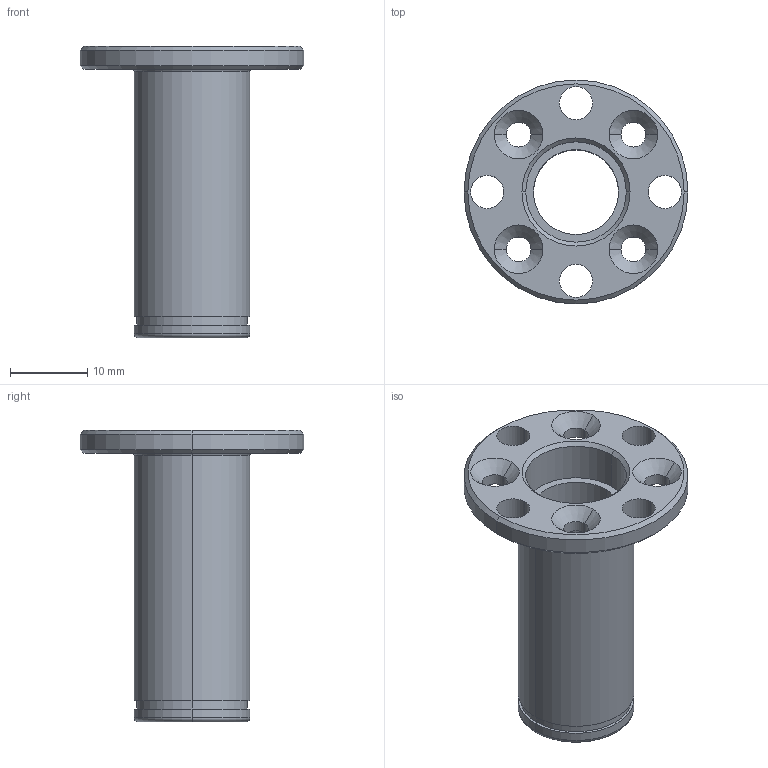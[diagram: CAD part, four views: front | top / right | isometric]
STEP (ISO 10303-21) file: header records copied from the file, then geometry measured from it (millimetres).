
FILE_DESCRIPTION (( 'STEP AP203' ), '1' );
FILE_NAME ('axe u10 libre.STEP', '2016-11-29T09:49:40', ( '' ), ( '' ), 'SwSTEP 2.0', 'SolidWorks 2016', '' );
FILE_SCHEMA (( 'CONFIG_CONTROL_DESIGN' ));
Length unit declared in the file: millimetre
Products named in the file (1): axe u10 libre
Bounding box: 29 x 29 x 37.75 mm (x, y, z)
Volume: 3941.1 mm3; surface area: 4398.3 mm2
Topology: 1 solids, 1 shells, 54 faces, 124 edges, 76 vertices
Faces by surface type: cylinder 28, cone 16, plane 6, torus 4
Entity records: 1661 total; most frequent: DIRECTION 314, CARTESIAN_POINT 255, ORIENTED_EDGE 248, AXIS2_PLACEMENT_3D 135, EDGE_CURVE 124, CIRCLE 80, EDGE_LOOP 76, VERTEX_POINT 76
